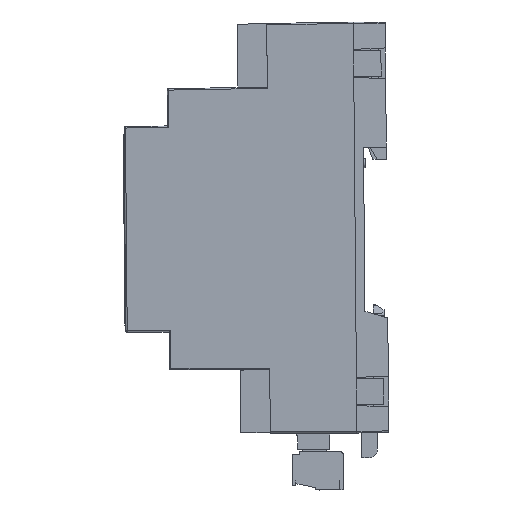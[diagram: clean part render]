
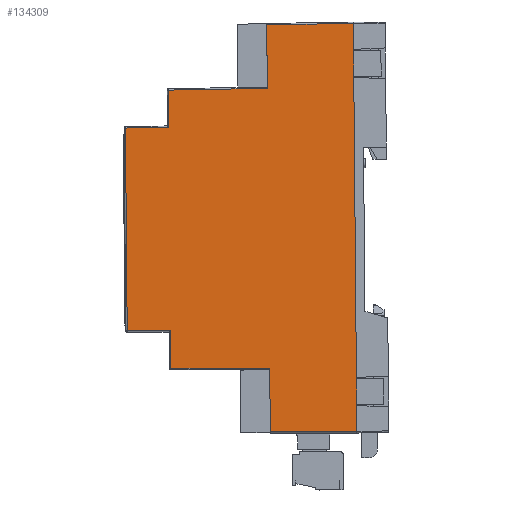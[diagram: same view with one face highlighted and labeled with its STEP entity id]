
A CAD part, left-side view. The second image highlights one B-rep face of the part: STEP entity #134309.
In plain terms, the highlighted face is planar.
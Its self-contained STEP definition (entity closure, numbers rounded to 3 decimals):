
#1898 = CARTESIAN_POINT ( 'NONE',  ( -29626.513, -26733.699, 10.763 ) ) ;
#12723 = DIRECTION ( 'NONE',  ( 1., 0., 0. ) ) ;
#12725 = VECTOR ( 'NONE', #12723, 1000. ) ;
#12731 = CARTESIAN_POINT ( 'NONE',  ( -29612.563, -26733.865, -8.237 ) ) ;
#12733 = LINE ( 'NONE', #12731, #12725 ) ;
#13172 = CARTESIAN_POINT ( 'NONE',  ( -29557.153, -26734.054, -29.94 ) ) ;
#17606 = DIRECTION ( 'NONE',  ( 0.009, 0.009, 1. ) ) ;
#17607 = VECTOR ( 'NONE', #17606, 1000. ) ;
#17608 = CARTESIAN_POINT ( 'NONE',  ( -29543.029, -26733.865, -8.237 ) ) ;
#17628 = LINE ( 'NONE', #17608, #17607 ) ;
#17956 = CARTESIAN_POINT ( 'NONE',  ( -29612.563, -26733.699, 10.763 ) ) ;
#17977 = CARTESIAN_POINT ( 'NONE',  ( -29543.029, -26733.865, -8.237 ) ) ;
#17978 = DIRECTION ( 'NONE',  ( -1., 0., 0. ) ) ;
#17979 = VECTOR ( 'NONE', #17978, 1000. ) ;
#17985 = LINE ( 'NONE', #17956, #17979 ) ;
#18036 = CARTESIAN_POINT ( 'NONE',  ( -29620.813, -26733.699, 10.763 ) ) ;
#18124 = CARTESIAN_POINT ( 'NONE',  ( -29632.463, -26733.699, 10.763 ) ) ;
#18130 = LINE ( 'NONE', #18148, #18147 ) ;
#18146 = DIRECTION ( 'NONE',  ( 0.009, -0.009, -1. ) ) ;
#18147 = VECTOR ( 'NONE', #18146, 1000. ) ;
#18148 = CARTESIAN_POINT ( 'NONE',  ( -29610.016, -26734.054, -29.94 ) ) ;
#18149 = CARTESIAN_POINT ( 'NONE',  ( -29554.513, -26733.699, 10.763 ) ) ;
#18180 = DIRECTION ( 'NONE',  ( -1., 0., 0. ) ) ;
#18181 = VECTOR ( 'NONE', #18180, 1000. ) ;
#18189 = CARTESIAN_POINT ( 'NONE',  ( -29612.563, -26733.699, 10.763 ) ) ;
#18190 = LINE ( 'NONE', #18189, #18181 ) ;
#18197 = CARTESIAN_POINT ( 'NONE',  ( -29548.813, -26733.699, 10.763 ) ) ;
#18201 = CARTESIAN_POINT ( 'NONE',  ( -29556.963, -26733.865, -8.237 ) ) ;
#18223 = DIRECTION ( 'NONE',  ( 0.009, 0.009, 1. ) ) ;
#18224 = VECTOR ( 'NONE', #18223, 1000. ) ;
#18225 = CARTESIAN_POINT ( 'NONE',  ( -29565.394, -26734.137, -39.44 ) ) ;
#18237 = LINE ( 'NONE', #18225, #18224 ) ;
#18247 = CARTESIAN_POINT ( 'NONE',  ( -29542.863, -26733.699, 10.763 ) ) ;
#18253 = CARTESIAN_POINT ( 'NONE',  ( -29610.016, -26734.054, -29.94 ) ) ;
#18262 = DIRECTION ( 'NONE',  ( 1., 0., 0. ) ) ;
#18263 = VECTOR ( 'NONE', #18262, 1000. ) ;
#18266 = CARTESIAN_POINT ( 'NONE',  ( -29565.311, -26734.054, -29.94 ) ) ;
#18270 = LINE ( 'NONE', #18271, #18263 ) ;
#18271 = CARTESIAN_POINT ( 'NONE',  ( -29612.563, -26734.137, -39.44 ) ) ;
#18906 = DIRECTION ( 'NONE',  ( 1., 0., 0. ) ) ;
#18907 = VECTOR ( 'NONE', #18906, 1000. ) ;
#18910 = CARTESIAN_POINT ( 'NONE',  ( -29612.563, -26734.054, -29.94 ) ) ;
#18922 = LINE ( 'NONE', #18910, #18907 ) ;
#18929 = CARTESIAN_POINT ( 'NONE',  ( -29632.298, -26733.865, -8.237 ) ) ;
#19013 = DIRECTION ( 'NONE',  ( 0.009, 0.009, 1. ) ) ;
#19014 = VECTOR ( 'NONE', #19013, 1000. ) ;
#19019 = LINE ( 'NONE', #19023, #19014 ) ;
#19023 = CARTESIAN_POINT ( 'NONE',  ( -29557.153, -26734.054, -29.94 ) ) ;
#19074 = LINE ( 'NONE', #19134, #19132 ) ;
#19080 = VECTOR ( 'NONE', #19123, 1000. ) ;
#19123 = DIRECTION ( 'NONE',  ( 0.009, -0.009, -1. ) ) ;
#19130 = DIRECTION ( 'NONE',  ( 1., 0., 0. ) ) ;
#19132 = VECTOR ( 'NONE', #19130, 1000. ) ;
#19134 = CARTESIAN_POINT ( 'NONE',  ( -29612.563, -26734.054, -29.94 ) ) ;
#19138 = LINE ( 'NONE', #19147, #19080 ) ;
#19147 = CARTESIAN_POINT ( 'NONE',  ( -29632.463, -26733.699, 10.763 ) ) ;
#19155 = DIRECTION ( 'NONE',  ( 0.009, -0.009, -1. ) ) ;
#19156 = VECTOR ( 'NONE', #19155, 1000. ) ;
#19158 = CARTESIAN_POINT ( 'NONE',  ( -29618.363, -26733.865, -8.237 ) ) ;
#19168 = CARTESIAN_POINT ( 'NONE',  ( -29618.363, -26733.865, -8.237 ) ) ;
#19170 = LINE ( 'NONE', #19168, #19156 ) ;
#24529 = LINE ( 'NONE', #24551, #24539 ) ;
#24537 = DIRECTION ( 'NONE',  ( 1., 0., 0. ) ) ;
#24539 = VECTOR ( 'NONE', #24537, 1000. ) ;
#24551 = CARTESIAN_POINT ( 'NONE',  ( -29612.563, -26733.865, -8.237 ) ) ;
#106861 = VERTEX_POINT ( 'NONE', #1898 ) ;
#107561 = EDGE_CURVE ( 'NONE', #107703, #107863, #17628, .T. ) ;
#107681 = EDGE_CURVE ( 'NONE', #107714, #106861, #17985, .T. ) ;
#107703 = VERTEX_POINT ( 'NONE', #17977 ) ;
#107714 = VERTEX_POINT ( 'NONE', #18036 ) ;
#107762 = VERTEX_POINT ( 'NONE', #18124 ) ;
#107781 = EDGE_CURVE ( 'NONE', #107904, #165704, #18130, .T. ) ;
#107791 = EDGE_CURVE ( 'NONE', #107817, #107799, #18190, .T. ) ;
#107799 = VERTEX_POINT ( 'NONE', #18149 ) ;
#107817 = VERTEX_POINT ( 'NONE', #18197 ) ;
#107863 = VERTEX_POINT ( 'NONE', #18247 ) ;
#107870 = VERTEX_POINT ( 'NONE', #18201 ) ;
#107878 = EDGE_CURVE ( 'NONE', #165944, #107889, #18237, .T. ) ;
#107884 = EDGE_CURVE ( 'NONE', #165704, #165944, #18270, .T. ) ;
#107889 = VERTEX_POINT ( 'NONE', #18266 ) ;
#107904 = VERTEX_POINT ( 'NONE', #18253 ) ;
#107936 = EDGE_CURVE ( 'NONE', #165998, #107904, #18922, .T. ) ;
#107940 = VERTEX_POINT ( 'NONE', #18929 ) ;
#107967 = EDGE_CURVE ( 'NONE', #109018, #107870, #19019, .T. ) ;
#107992 = EDGE_CURVE ( 'NONE', #107889, #109018, #19074, .T. ) ;
#108009 = EDGE_CURVE ( 'NONE', #107762, #107940, #19138, .T. ) ;
#108033 = EDGE_CURVE ( 'NONE', #108036, #165998, #19170, .T. ) ;
#108036 = VERTEX_POINT ( 'NONE', #19158 ) ;
#108540 = EDGE_CURVE ( 'NONE', #107870, #107703, #24529, .T. ) ;
#108894 = EDGE_CURVE ( 'NONE', #107940, #108036, #12733, .T. ) ;
#109018 = VERTEX_POINT ( 'NONE', #13172 ) ;
#122603 = CARTESIAN_POINT ( 'NONE',  ( -29609.933, -26734.137, -39.44 ) ) ;
#124053 = CARTESIAN_POINT ( 'NONE',  ( -29565.394, -26734.137, -39.44 ) ) ;
#124533 = CARTESIAN_POINT ( 'NONE',  ( -29618.174, -26734.054, -29.94 ) ) ;
#131457 = ORIENTED_EDGE ( 'NONE', *, *, #107561, .F. ) ;
#134037 = ORIENTED_EDGE ( 'NONE', *, *, #107884, .F. ) ;
#134309 = ADVANCED_FACE ( 'NONE', ( #181833 ), #181829, .F. ) ;
#134313 = EDGE_LOOP ( 'NONE', ( #134506, #134486, #134500, #134037, #134597, #134695, #134937, #134934, #134687, #135149, #135369, #135377, #135264, #135698, #131457, #135699 ) ) ;
#134486 = ORIENTED_EDGE ( 'NONE', *, *, #107992, .F. ) ;
#134500 = ORIENTED_EDGE ( 'NONE', *, *, #107878, .F. ) ;
#134506 = ORIENTED_EDGE ( 'NONE', *, *, #107967, .F. ) ;
#134597 = ORIENTED_EDGE ( 'NONE', *, *, #107781, .F. ) ;
#134687 = ORIENTED_EDGE ( 'NONE', *, *, #108009, .F. ) ;
#134695 = ORIENTED_EDGE ( 'NONE', *, *, #107936, .F. ) ;
#134796 = EDGE_CURVE ( 'NONE', #107799, #107714, #184052, .T. ) ;
#134934 = ORIENTED_EDGE ( 'NONE', *, *, #108894, .F. ) ;
#134937 = ORIENTED_EDGE ( 'NONE', *, *, #108033, .F. ) ;
#134989 = EDGE_CURVE ( 'NONE', #106861, #107762, #184721, .T. ) ;
#135149 = ORIENTED_EDGE ( 'NONE', *, *, #134989, .F. ) ;
#135264 = ORIENTED_EDGE ( 'NONE', *, *, #107791, .F. ) ;
#135369 = ORIENTED_EDGE ( 'NONE', *, *, #107681, .F. ) ;
#135377 = ORIENTED_EDGE ( 'NONE', *, *, #134796, .F. ) ;
#135698 = ORIENTED_EDGE ( 'NONE', *, *, #135701, .F. ) ;
#135699 = ORIENTED_EDGE ( 'NONE', *, *, #108540, .F. ) ;
#135701 = EDGE_CURVE ( 'NONE', #107863, #107817, #186928, .T. ) ;
#165704 = VERTEX_POINT ( 'NONE', #122603 ) ;
#165944 = VERTEX_POINT ( 'NONE', #124053 ) ;
#165998 = VERTEX_POINT ( 'NONE', #124533 ) ;
#181829 = PLANE ( 'NONE',  #181892 ) ;
#181833 = FACE_OUTER_BOUND ( 'NONE', #134313, .T. ) ;
#181863 = DIRECTION ( 'NONE',  ( 0., -0.009, -1. ) ) ;
#181864 = DIRECTION ( 'NONE',  ( 0., -1., 0.009 ) ) ;
#181865 = CARTESIAN_POINT ( 'NONE',  ( -29612.563, -26734.227, -49.706 ) ) ;
#181892 = AXIS2_PLACEMENT_3D ( 'NONE', #181865, #181864, #181863 ) ;
#184047 = DIRECTION ( 'NONE',  ( -1., 0., 0. ) ) ;
#184049 = VECTOR ( 'NONE', #184047, 1000. ) ;
#184050 = CARTESIAN_POINT ( 'NONE',  ( -29632.763, -26733.699, 10.763 ) ) ;
#184052 = LINE ( 'NONE', #184050, #184049 ) ;
#184706 = DIRECTION ( 'NONE',  ( -1., 0., 0. ) ) ;
#184707 = VECTOR ( 'NONE', #184706, 1000. ) ;
#184708 = CARTESIAN_POINT ( 'NONE',  ( -29632.763, -26733.699, 10.763 ) ) ;
#184721 = LINE ( 'NONE', #184708, #184707 ) ;
#186916 = DIRECTION ( 'NONE',  ( -1., 0., 0. ) ) ;
#186917 = VECTOR ( 'NONE', #186916, 1000. ) ;
#186918 = CARTESIAN_POINT ( 'NONE',  ( -29632.763, -26733.699, 10.763 ) ) ;
#186928 = LINE ( 'NONE', #186918, #186917 ) ;
